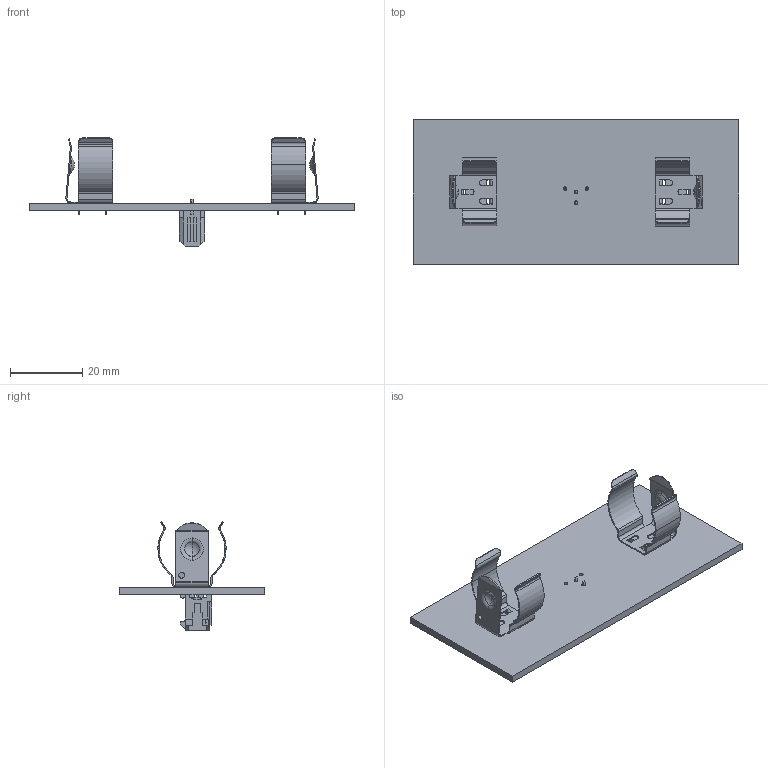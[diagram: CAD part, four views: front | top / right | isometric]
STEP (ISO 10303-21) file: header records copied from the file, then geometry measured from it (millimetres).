
FILE_DESCRIPTION(('Open CASCADE Model'),'2;1');
FILE_NAME('Open CASCADE Shape Model','2018-10-21T20:52:19',('Author'),( 'Open CASCADE'),'Open CASCADE STEP processor 6.8','Open CASCADE 6.8' ,'Unknown');
FILE_SCHEMA(('AUTOMOTIVE_DESIGN { 1 0 10303 214 1 1 1 1 }'));
Length unit declared in the file: millimetre
Products named in the file (8): PCB; Board; *; KEYELCO_54; J1; 430450212; Open CASCADE STEP translator 6.8 1.3.1.1; Open CASCADE STEP translator 6.8 1.3.1.2
Assembly tree (8 placements, depth 4):
  PCB
    Board
    *
      KEYELCO_54  x2
    J1
      430450212
        Open CASCADE STEP translator 6.8 1.3.1.1
        Open CASCADE STEP translator 6.8 1.3.1.2
Bounding box: 90 x 40 x 30.16 mm (x, y, z)
Volume: 8034.1 mm3; surface area: 11067.2 mm2
Topology: 4 solids, 4 shells, 383 faces, 1047 edges, 696 vertices
Faces by surface type: plane 250, cylinder 113, torus 8, sphere 8, cone 4
Full cylindrical faces by diameter (mm): 1 x2, 1.1 x2, 2 x6
Entity records: 9075 total; most frequent: CARTESIAN_POINT 1607, ORIENTED_EDGE 1522, DIRECTION 1501, EDGE_CURVE 761, LINE 613, VECTOR 613, VERTEX_POINT 494, AXIS2_PLACEMENT_3D 444
